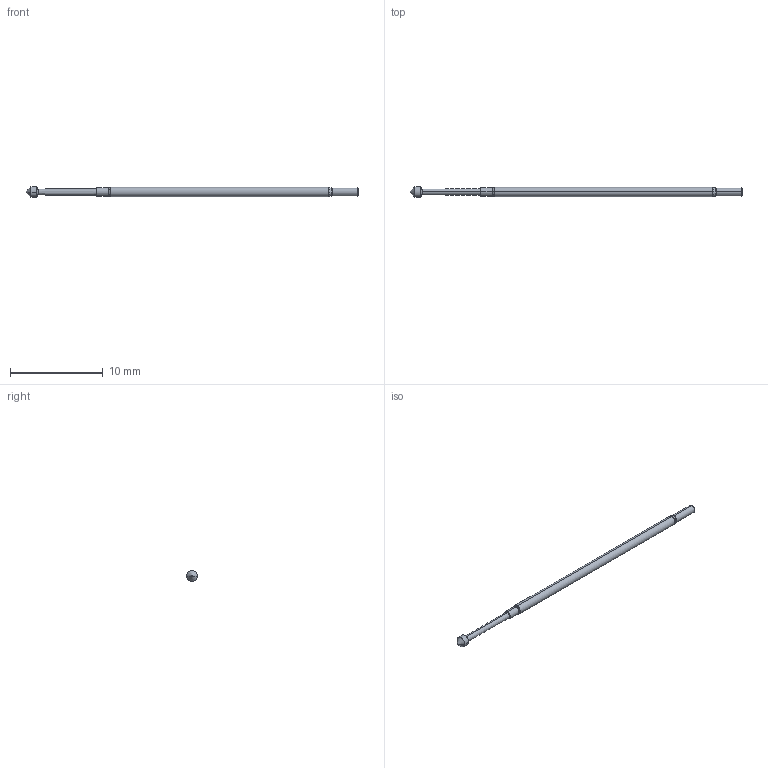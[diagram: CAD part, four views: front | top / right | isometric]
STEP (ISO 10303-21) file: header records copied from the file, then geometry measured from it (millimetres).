
FILE_DESCRIPTION (( 'STEP AP214' ), '1' );
FILE_NAME ('X50-PRP2501_.STEP', '2018-03-06T17:55:06', ( '' ), ( '' ), 'SwSTEP 2.0', 'SolidWorks 2017', '' );
FILE_SCHEMA (( 'AUTOMOTIVE_DESIGN' ));
Length unit declared in the file: inch
Products named in the file (1): X50-PRP2501_
Bounding box: 35.81 x 1.17 x 1.17 mm (x, y, z)
Volume: 25.2 mm3; surface area: 106.9 mm2
Topology: 1 solids, 1 shells, 33 faces, 66 edges, 36 vertices
Faces by surface type: cone 14, cylinder 8, torus 8, plane 3
Entity records: 1321 total; most frequent: DIRECTION 178, CARTESIAN_POINT 136, ORIENTED_EDGE 132, AXIS2_PLACEMENT_3D 78, EDGE_CURVE 66, CIRCLE 44, VERTEX_POINT 36, DIMENSIONAL_EXPONENTS 36
